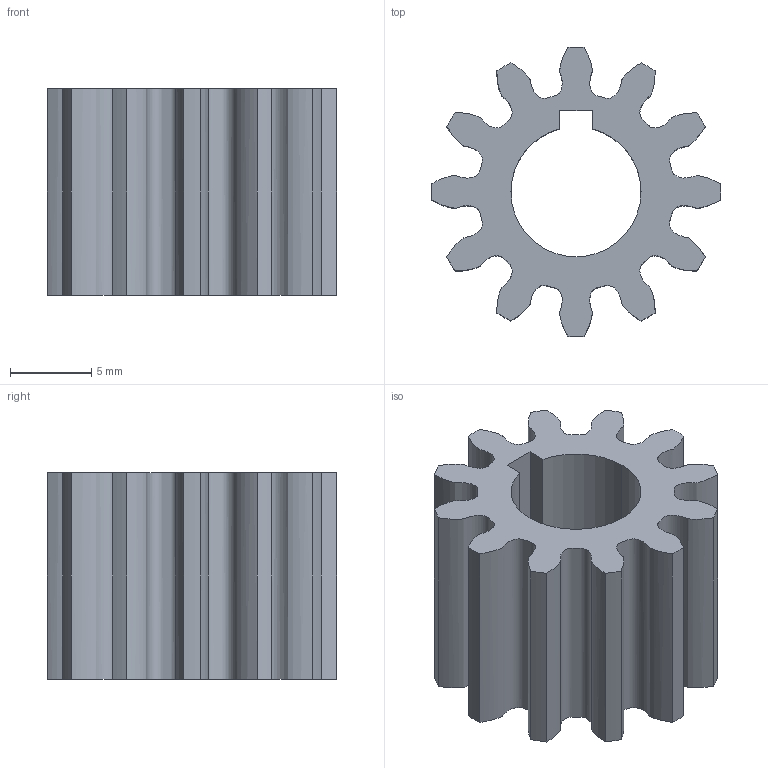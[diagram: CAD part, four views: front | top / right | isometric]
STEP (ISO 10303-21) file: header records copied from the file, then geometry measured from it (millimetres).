
FILE_DESCRIPTION(('FreeCAD Model'),'2;1');
FILE_NAME('am-0741_20t_20DP_8mm_bore.STEP','2017-04-13T14:12:22',('Author'),(''), 'Open CASCADE STEP processor 6.8','FreeCAD','Unknown');
FILE_SCHEMA(('AUTOMOTIVE_DESIGN_CC2 { 1 2 10303 214 -1 1 5 4 }'));
Length unit declared in the file: millimetre
Products named in the file (2): ASSEMBLY; am-0741
Assembly tree (1 placements, depth 2):
  ASSEMBLY
    am-0741
Bounding box: 17.78 x 17.78 x 12.7 mm (x, y, z)
Volume: 1552.2 mm3; surface area: 1828.1 mm2
Topology: 1 solids, 1 shells, 33 faces, 93 edges, 62 vertices
Faces by surface type: cylinder 16, bspline 12, plane 5
Entity records: 25642 total; most frequent: CARTESIAN_POINT 23818, DIRECTION 201, ORIENTED_EDGE 186, PCURVE 186, DEFINITIONAL_REPRESENTATION 186, B_SPLINE_CURVE_WITH_KNOTS 150, EDGE_CURVE 93, SURFACE_CURVE 93
